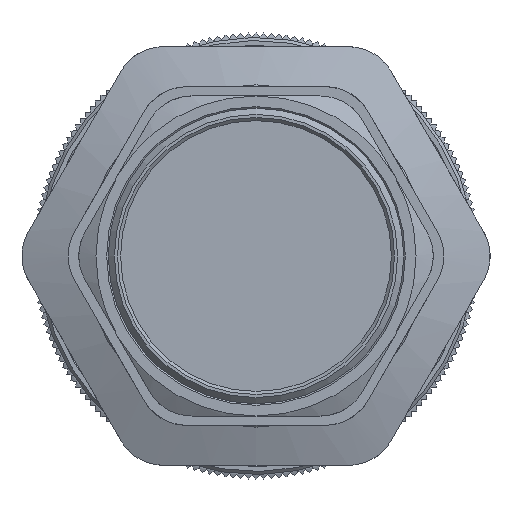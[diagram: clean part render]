
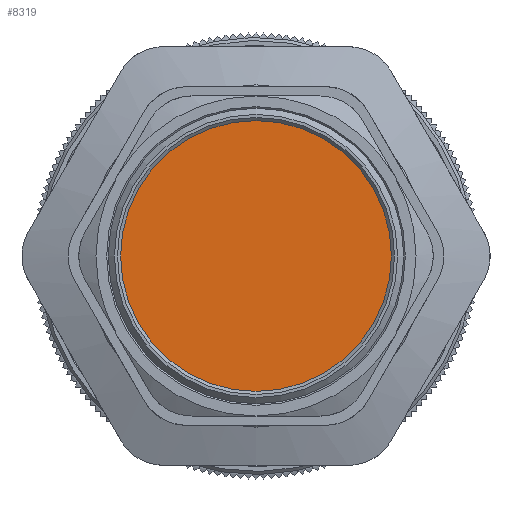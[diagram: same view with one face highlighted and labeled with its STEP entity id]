
A CAD part, front view. The second image highlights one B-rep face of the part: STEP entity #8319.
In plain terms, the highlighted planar face has unit normal (0, -1, 0).
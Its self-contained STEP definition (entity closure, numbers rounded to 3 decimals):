
#912=FACE_OUTER_BOUND('',#1363,.T.);
#1363=EDGE_LOOP('',(#4890));
#2664=CIRCLE('',#8800,22.);
#2726=VERTEX_POINT('',#10747);
#3588=EDGE_CURVE('',#2726,#2726,#2664,.T.);
#4890=ORIENTED_EDGE('',*,*,#3588,.F.);
#7482=PLANE('',#8799);
#8319=ADVANCED_FACE('',(#912),#7482,.F.);
#8799=AXIS2_PLACEMENT_3D('',#10746,#9317,#9318);
#8800=AXIS2_PLACEMENT_3D('',#10748,#9319,#9320);
#9317=DIRECTION('center_axis',(0.,1.,0.));
#9318=DIRECTION('ref_axis',(0.,0.,1.));
#9319=DIRECTION('center_axis',(0.,1.,0.));
#9320=DIRECTION('ref_axis',(0.,0.,-1.));
#10746=CARTESIAN_POINT('Origin',(-2.58,-17.418,0.));
#10747=CARTESIAN_POINT('',(-2.58,-17.418,22.));
#10748=CARTESIAN_POINT('Origin',(-2.58,-17.418,0.));
